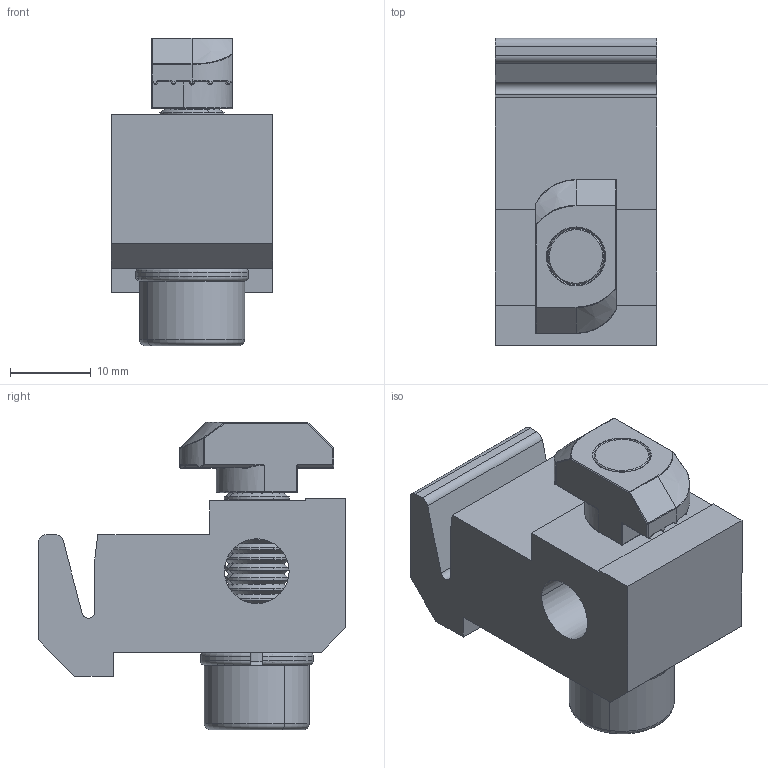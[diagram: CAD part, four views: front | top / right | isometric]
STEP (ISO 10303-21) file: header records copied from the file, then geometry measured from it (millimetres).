
FILE_DESCRIPTION (( 'STEP AP214' ), '1' );
FILE_NAME ('SNSK.17.01.V01. Ïðèæèì.V01.STEP', '2018-09-21T10:09:04', ( '' ), ( '' ), 'SwSTEP 2.0', 'SolidWorks 2018', '' );
FILE_SCHEMA (( 'AUTOMOTIVE_DESIGN' ));
Length unit declared in the file: millimetre
Products named in the file (5): spring lock washer 2_din_DIN 6905-7.4-FSt; socket head cap screw_din_DIN 912 M8 x 30 --- 30S; SNSK.17.01.00. 砎鳽鳻.V01; SNSK.17.01.V01. 砎鳽鳻.V01; SNSD.30.51.54. Ò-Ãàéêà Ì8, ïàç 10(D45).V01_á à¥§ì¡®©
Assembly tree (4 placements, depth 2):
  SNSK.17.01.V01. 砎鳽鳻.V01
    SNSK.17.01.00. 砎鳽鳻.V01
    SNSD.30.51.54. Ò-Ãàéêà Ì8, ïàç 10(D45).V01_á à¥§ì¡®©
    socket head cap screw_din_DIN 912 M8 x 30 --- 30S
    spring lock washer 2_din_DIN 6905-7.4-FSt
Bounding box: 20 x 38 x 38 mm (x, y, z)
Volume: 13761.1 mm3; surface area: 7291.4 mm2
Topology: 4 solids, 4 shells, 469 faces, 1123 edges, 628 vertices
Faces by surface type: cylinder 150, cone 126, plane 75, bspline 42, torus 38, sphere 38
Entity records: 14043 total; most frequent: CARTESIAN_POINT 3286, DIRECTION 2394, ORIENTED_EDGE 2164, EDGE_CURVE 1082, AXIS2_PLACEMENT_3D 981, VERTEX_POINT 621, CIRCLE 547, EDGE_LOOP 477
